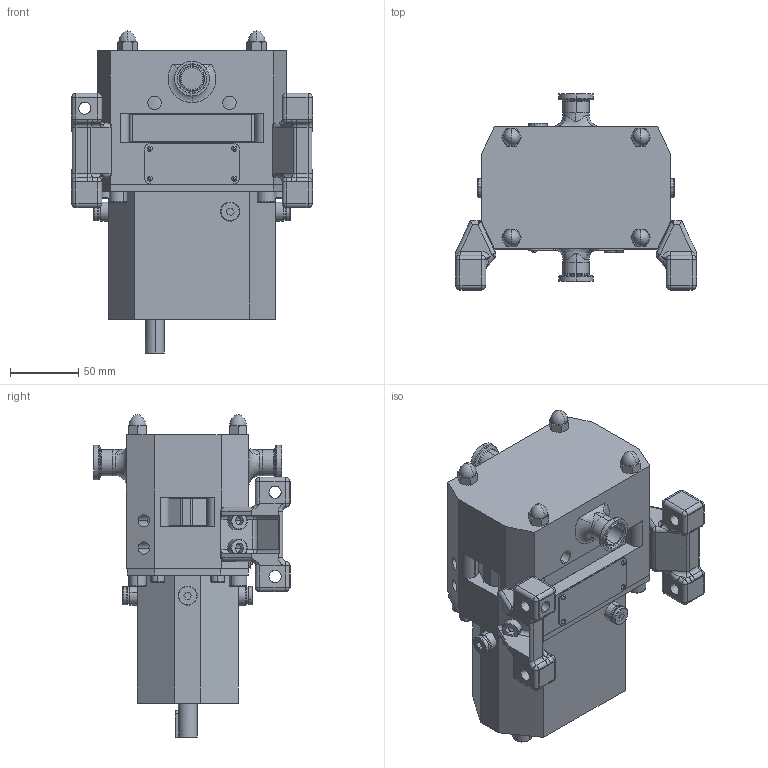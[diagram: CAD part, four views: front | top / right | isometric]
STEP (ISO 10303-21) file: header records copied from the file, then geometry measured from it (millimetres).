
FILE_DESCRIPTION (( 'STEP AP214' ), '1' );
FILE_NAME ('SLAS-TC-LEFT.STEP', '2022-05-12T17:02:25', ( '' ), ( '' ), 'SwSTEP 2.0', 'SolidWorks 2021', '' );
FILE_SCHEMA (( 'AUTOMOTIVE_DESIGN' ));
Length unit declared in the file: millimetre
Products named in the file (3): SLAS-TC-LEFT; Copy of Z94-5125-CC Three Quarter Inch ^GA3603; Copy of SLAS-0039 V LHD^GA3603
Assembly tree (3 placements, depth 2):
  SLAS-TC-LEFT
    Copy of SLAS-0039 V LHD^GA3603
    Copy of Z94-5125-CC Three Quarter Inch ^GA3603  x2
Bounding box: 177.6 x 144.31 x 237.73 mm (x, y, z)
Volume: 2057403.7 mm3; surface area: 160761.5 mm2
Topology: 3 solids, 3 shells, 857 faces, 2111 edges, 1242 vertices
Faces by surface type: plane 371, cylinder 249, cone 93, torus 76, bspline 36, sphere 32
Entity records: 28201 total; most frequent: CARTESIAN_POINT 8623, DIRECTION 4014, ORIENTED_EDGE 3994, EDGE_CURVE 1997, AXIS2_PLACEMENT_3D 1482, VERTEX_POINT 1209, LINE 1050, VECTOR 1050
